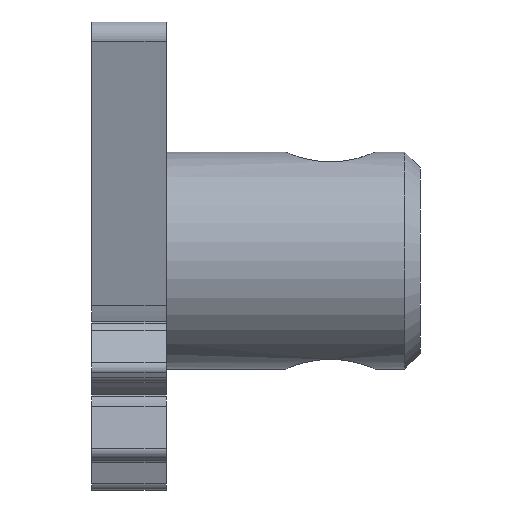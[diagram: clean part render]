
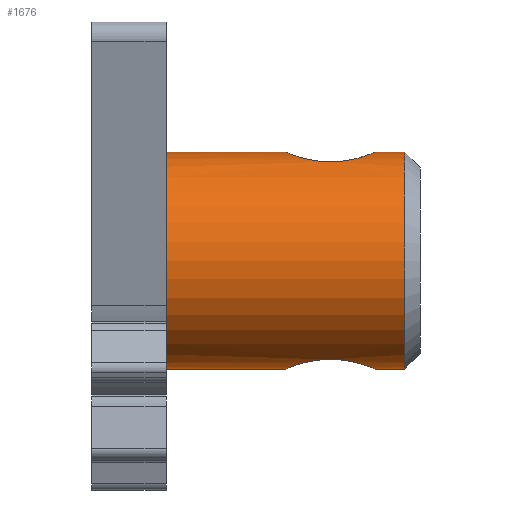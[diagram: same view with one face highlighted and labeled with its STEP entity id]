
A CAD part, front view. The second image highlights one B-rep face of the part: STEP entity #1676.
In plain terms, the highlighted cylindrical face has radius 3.5 mm (diameter 7 mm), a full revolution.
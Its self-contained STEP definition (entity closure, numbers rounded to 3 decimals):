
#60=FACE_BOUND('',#201,.T.);
#61=FACE_BOUND('',#202,.T.);
#63=B_SPLINE_CURVE_WITH_KNOTS('',3,(#2495,#2496,#2497,#2498,#2499,#2500,
#2501,#2502,#2503,#2504,#2505,#2506,#2507,#2508,#2509,#2510,#2511,#2512,
#2513,#2514,#2515,#2516,#2517,#2518,#2519,#2520,#2521,#2522,#2523,#2524,
#2525,#2526,#2527,#2528),.UNSPECIFIED.,.T.,.F.,(4,2,2,2,2,2,2,2,2,2,2,2,
2,2,2,2,4),(0.,0.055,0.111,0.166,0.221,
0.277,0.332,0.387,0.443,
0.498,0.554,0.609,0.664,
0.72,0.775,0.83,0.886),
 .UNSPECIFIED.);
#64=B_SPLINE_CURVE_WITH_KNOTS('',3,(#2530,#2531,#2532,#2533,#2534,#2535,
#2536,#2537,#2538,#2539,#2540,#2541,#2542,#2543,#2544,#2545,#2546,#2547,
#2548,#2549,#2550,#2551,#2552,#2553,#2554,#2555,#2556,#2557,#2558,#2559,
#2560,#2561,#2562,#2563),.UNSPECIFIED.,.T.,.F.,(4,2,2,2,2,2,2,2,2,2,2,2,
2,2,2,2,4),(0.,0.055,0.111,0.166,0.221,
0.277,0.332,0.387,0.443,
0.498,0.554,0.609,0.664,
0.72,0.775,0.83,0.886),
 .UNSPECIFIED.);
#65=CYLINDRICAL_SURFACE('',#1782,3.5);
#110=FACE_OUTER_BOUND('',#200,.T.);
#200=EDGE_LOOP('',(#1158,#1159,#1160,#1161));
#201=EDGE_LOOP('',(#1162));
#202=EDGE_LOOP('',(#1163));
#293=LINE('',#2493,#464);
#464=VECTOR('',#1969,3.5);
#635=CIRCLE('',#1781,3.5);
#636=CIRCLE('',#1783,3.5);
#722=VERTEX_POINT('',#2487);
#723=VERTEX_POINT('',#2491);
#724=VERTEX_POINT('',#2494);
#725=VERTEX_POINT('',#2529);
#896=EDGE_CURVE('',#722,#722,#635,.T.);
#897=EDGE_CURVE('',#723,#723,#636,.T.);
#898=EDGE_CURVE('',#723,#722,#293,.T.);
#899=EDGE_CURVE('',#724,#724,#63,.T.);
#900=EDGE_CURVE('',#725,#725,#64,.T.);
#1158=ORIENTED_EDGE('',*,*,#897,.F.);
#1159=ORIENTED_EDGE('',*,*,#898,.T.);
#1160=ORIENTED_EDGE('',*,*,#896,.F.);
#1161=ORIENTED_EDGE('',*,*,#898,.F.);
#1162=ORIENTED_EDGE('',*,*,#899,.F.);
#1163=ORIENTED_EDGE('',*,*,#900,.F.);
#1676=ADVANCED_FACE('',(#110,#60,#61),#65,.T.);
#1781=AXIS2_PLACEMENT_3D('',#2489,#1963,#1964);
#1782=AXIS2_PLACEMENT_3D('',#2490,#1965,#1966);
#1783=AXIS2_PLACEMENT_3D('',#2492,#1967,#1968);
#1963=DIRECTION('center_axis',(1.,0.,0.));
#1964=DIRECTION('ref_axis',(0.,1.,0.));
#1965=DIRECTION('center_axis',(-1.,0.,0.));
#1966=DIRECTION('ref_axis',(0.,1.,0.));
#1967=DIRECTION('center_axis',(-1.,0.,0.));
#1968=DIRECTION('ref_axis',(0.,1.,0.));
#1969=DIRECTION('',(1.,0.,0.));
#2487=CARTESIAN_POINT('',(22.499,45.178,16.861));
#2489=CARTESIAN_POINT('Origin',(22.499,48.678,16.861));
#2490=CARTESIAN_POINT('Origin',(22.499,48.678,16.861));
#2491=CARTESIAN_POINT('',(14.8,45.178,16.861));
#2492=CARTESIAN_POINT('Origin',(14.8,48.678,16.861));
#2493=CARTESIAN_POINT('',(22.499,45.178,16.861));
#2494=CARTESIAN_POINT('',(20.099,47.228,13.676));
#2495=CARTESIAN_POINT('Ctrl Pts',(20.099,47.228,13.676));
#2496=CARTESIAN_POINT('Ctrl Pts',(19.915,47.228,13.676));
#2497=CARTESIAN_POINT('Ctrl Pts',(19.719,47.265,13.658));
#2498=CARTESIAN_POINT('Ctrl Pts',(19.363,47.414,13.597));
#2499=CARTESIAN_POINT('Ctrl Pts',(19.201,47.525,13.554));
#2500=CARTESIAN_POINT('Ctrl Pts',(18.946,47.78,13.476));
#2501=CARTESIAN_POINT('Ctrl Pts',(18.835,47.941,13.435));
#2502=CARTESIAN_POINT('Ctrl Pts',(18.686,48.298,13.377));
#2503=CARTESIAN_POINT('Ctrl Pts',(18.649,48.493,13.361));
#2504=CARTESIAN_POINT('Ctrl Pts',(18.649,48.862,13.361));
#2505=CARTESIAN_POINT('Ctrl Pts',(18.686,49.057,13.377));
#2506=CARTESIAN_POINT('Ctrl Pts',(18.835,49.414,13.435));
#2507=CARTESIAN_POINT('Ctrl Pts',(18.946,49.576,13.476));
#2508=CARTESIAN_POINT('Ctrl Pts',(19.201,49.831,13.554));
#2509=CARTESIAN_POINT('Ctrl Pts',(19.363,49.942,13.597));
#2510=CARTESIAN_POINT('Ctrl Pts',(19.719,50.09,13.658));
#2511=CARTESIAN_POINT('Ctrl Pts',(19.915,50.128,13.676));
#2512=CARTESIAN_POINT('Ctrl Pts',(20.284,50.128,13.676));
#2513=CARTESIAN_POINT('Ctrl Pts',(20.479,50.09,13.658));
#2514=CARTESIAN_POINT('Ctrl Pts',(20.835,49.942,13.597));
#2515=CARTESIAN_POINT('Ctrl Pts',(20.997,49.831,13.554));
#2516=CARTESIAN_POINT('Ctrl Pts',(21.252,49.576,13.476));
#2517=CARTESIAN_POINT('Ctrl Pts',(21.363,49.414,13.435));
#2518=CARTESIAN_POINT('Ctrl Pts',(21.512,49.057,13.377));
#2519=CARTESIAN_POINT('Ctrl Pts',(21.549,48.862,13.361));
#2520=CARTESIAN_POINT('Ctrl Pts',(21.549,48.493,13.361));
#2521=CARTESIAN_POINT('Ctrl Pts',(21.512,48.298,13.377));
#2522=CARTESIAN_POINT('Ctrl Pts',(21.363,47.941,13.435));
#2523=CARTESIAN_POINT('Ctrl Pts',(21.252,47.78,13.476));
#2524=CARTESIAN_POINT('Ctrl Pts',(20.997,47.525,13.554));
#2525=CARTESIAN_POINT('Ctrl Pts',(20.835,47.414,13.597));
#2526=CARTESIAN_POINT('Ctrl Pts',(20.479,47.265,13.658));
#2527=CARTESIAN_POINT('Ctrl Pts',(20.284,47.228,13.676));
#2528=CARTESIAN_POINT('Ctrl Pts',(20.099,47.228,13.676));
#2529=CARTESIAN_POINT('',(20.099,47.228,20.047));
#2530=CARTESIAN_POINT('Ctrl Pts',(20.099,47.228,20.047));
#2531=CARTESIAN_POINT('Ctrl Pts',(20.284,47.228,20.047));
#2532=CARTESIAN_POINT('Ctrl Pts',(20.479,47.265,20.065));
#2533=CARTESIAN_POINT('Ctrl Pts',(20.835,47.414,20.126));
#2534=CARTESIAN_POINT('Ctrl Pts',(20.997,47.525,20.169));
#2535=CARTESIAN_POINT('Ctrl Pts',(21.252,47.78,20.247));
#2536=CARTESIAN_POINT('Ctrl Pts',(21.363,47.941,20.288));
#2537=CARTESIAN_POINT('Ctrl Pts',(21.512,48.298,20.345));
#2538=CARTESIAN_POINT('Ctrl Pts',(21.549,48.493,20.361));
#2539=CARTESIAN_POINT('Ctrl Pts',(21.549,48.862,20.361));
#2540=CARTESIAN_POINT('Ctrl Pts',(21.512,49.057,20.345));
#2541=CARTESIAN_POINT('Ctrl Pts',(21.363,49.414,20.288));
#2542=CARTESIAN_POINT('Ctrl Pts',(21.252,49.576,20.247));
#2543=CARTESIAN_POINT('Ctrl Pts',(20.997,49.831,20.169));
#2544=CARTESIAN_POINT('Ctrl Pts',(20.835,49.942,20.126));
#2545=CARTESIAN_POINT('Ctrl Pts',(20.479,50.09,20.065));
#2546=CARTESIAN_POINT('Ctrl Pts',(20.284,50.128,20.047));
#2547=CARTESIAN_POINT('Ctrl Pts',(19.915,50.128,20.047));
#2548=CARTESIAN_POINT('Ctrl Pts',(19.719,50.09,20.065));
#2549=CARTESIAN_POINT('Ctrl Pts',(19.363,49.942,20.126));
#2550=CARTESIAN_POINT('Ctrl Pts',(19.201,49.831,20.169));
#2551=CARTESIAN_POINT('Ctrl Pts',(18.946,49.576,20.247));
#2552=CARTESIAN_POINT('Ctrl Pts',(18.835,49.414,20.288));
#2553=CARTESIAN_POINT('Ctrl Pts',(18.686,49.057,20.345));
#2554=CARTESIAN_POINT('Ctrl Pts',(18.649,48.862,20.361));
#2555=CARTESIAN_POINT('Ctrl Pts',(18.649,48.493,20.361));
#2556=CARTESIAN_POINT('Ctrl Pts',(18.686,48.298,20.345));
#2557=CARTESIAN_POINT('Ctrl Pts',(18.835,47.941,20.288));
#2558=CARTESIAN_POINT('Ctrl Pts',(18.946,47.78,20.247));
#2559=CARTESIAN_POINT('Ctrl Pts',(19.201,47.525,20.169));
#2560=CARTESIAN_POINT('Ctrl Pts',(19.363,47.414,20.126));
#2561=CARTESIAN_POINT('Ctrl Pts',(19.719,47.265,20.065));
#2562=CARTESIAN_POINT('Ctrl Pts',(19.915,47.228,20.047));
#2563=CARTESIAN_POINT('Ctrl Pts',(20.099,47.228,20.047));
